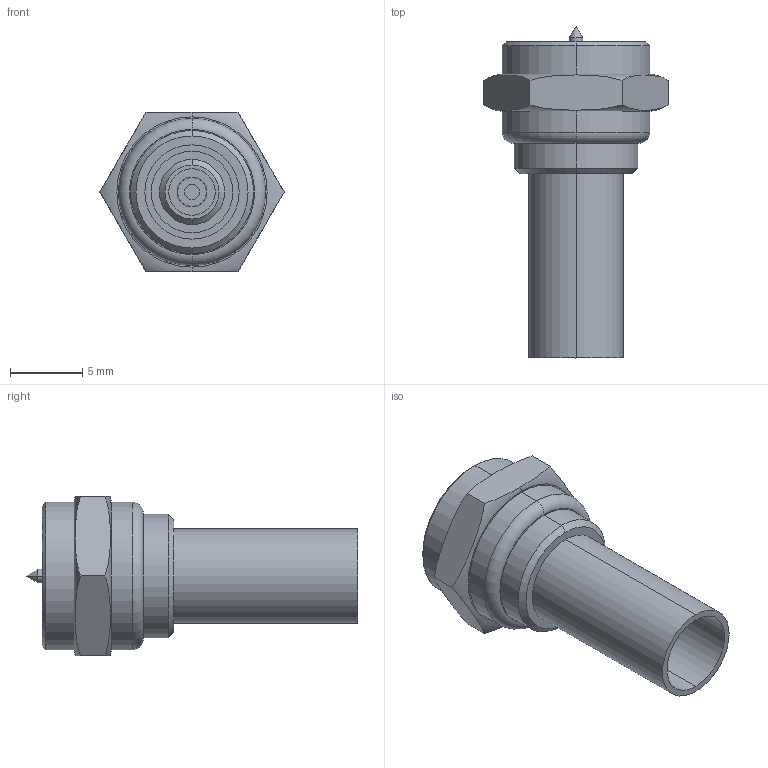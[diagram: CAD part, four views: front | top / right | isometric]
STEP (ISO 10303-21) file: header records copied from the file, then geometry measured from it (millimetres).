
FILE_DESCRIPTION (( 'STEP AP203' ), '1' );
FILE_NAME ('AFM-1700.STEP', '2011-03-23T12:25:22', ( 'x' ), ( 'Microsoft' ), 'SwSTEP 2.0', 'SolidWorks 2010', '' );
FILE_SCHEMA (( 'CONFIG_CONTROL_DESIGN' ));
Length unit declared in the file: inch
Products named in the file (4): AFM-1700; 1AB13-010-MA3; 1AB13-010; 1AB13-010-MA2
Assembly tree (3 placements, depth 2):
  AFM-1700
    1AB13-010-MA2
    1AB13-010
    1AB13-010-MA3
Bounding box: 12.7 x 22.9 x 11 mm (x, y, z)
Volume: 510.6 mm3; surface area: 1603.6 mm2
Topology: 3 solids, 3 shells, 136 faces, 282 edges, 161 vertices
Faces by surface type: cone 76, cylinder 32, plane 22, torus 6
Entity records: 4096 total; most frequent: CARTESIAN_POINT 731, DIRECTION 690, ORIENTED_EDGE 560, AXIS2_PLACEMENT_3D 288, EDGE_CURVE 280, VERTEX_POINT 161, EDGE_LOOP 153, CIRCLE 146
